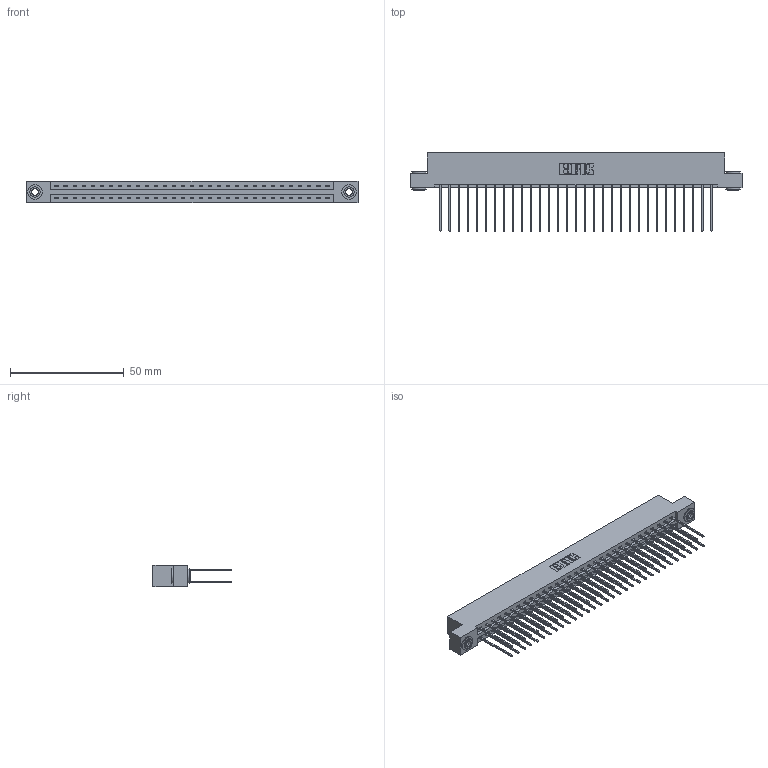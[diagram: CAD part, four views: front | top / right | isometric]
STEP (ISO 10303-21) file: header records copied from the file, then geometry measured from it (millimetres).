
FILE_DESCRIPTION (( 'STEP AP203' ), '1' );
FILE_NAME ('337-062-541-203.STEP', '2018-08-10T10:43:19', ( '' ), ( '' ), 'SwSTEP 2.0', 'SolidWorks 2016', '' );
FILE_SCHEMA (( 'CONFIG_CONTROL_DESIGN' ));
Length unit declared in the file: inch
Products named in the file (4): 345-292-001_345-293-141; 345-250-002_345-250-002-102; 337-062-541-203; 337 Part_Flush Mounting Lugs - 0.156 Dia-TH
Assembly tree (65 placements, depth 2):
  337-062-541-203
    337 Part_Flush Mounting Lugs - 0.156 Dia-TH
    345-292-001_345-293-141  x62
    345-250-002_345-250-002-102  x2
Bounding box: 145.85 x 34.3 x 9.4 mm (x, y, z)
Volume: 15599.2 mm3; surface area: 19537.9 mm2
Topology: 65 solids, 65 shells, 3500 faces, 10369 edges, 6826 vertices
Faces by surface type: plane 2436, cylinder 1056, cone 8
Entity records: 26126 total; most frequent: CARTESIAN_POINT 4385, ORIENTED_EDGE 4314, DIRECTION 3783, EDGE_CURVE 2157, LINE 2005, VECTOR 2005, VERTEX_POINT 1434, AXIS2_PLACEMENT_3D 889
